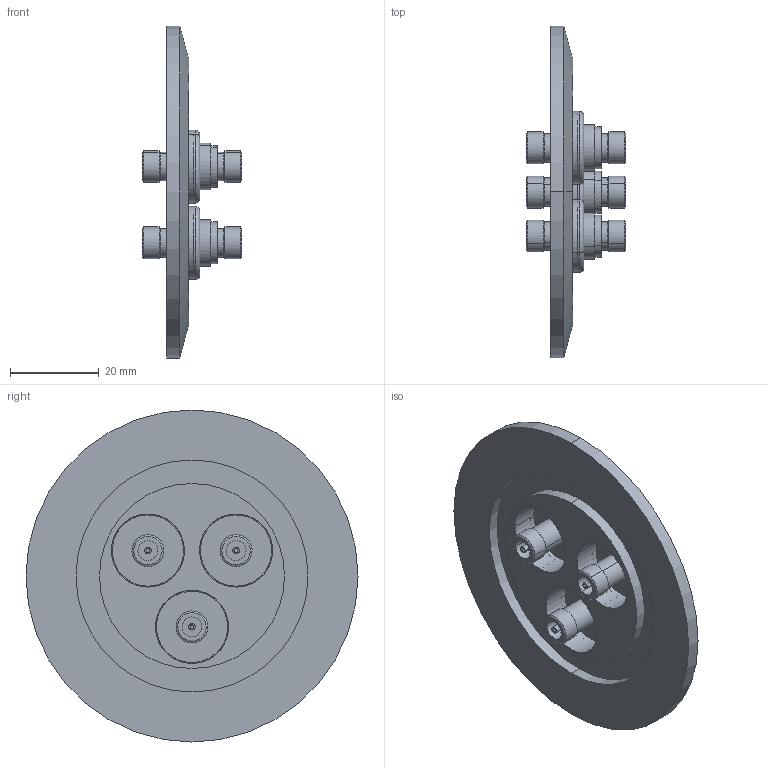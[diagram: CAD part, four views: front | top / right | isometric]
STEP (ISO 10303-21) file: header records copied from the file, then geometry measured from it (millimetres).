
FILE_DESCRIPTION (( 'STEP AP214' ), '1' );
FILE_NAME ('242-SMAD50-K50-3.STEP', '2019-08-14T12:33:08', ( 'allectra' ), ( 'Microsoft' ), 'SwSTEP 2.0', 'SolidWorks 2014', '' );
FILE_SCHEMA (( 'AUTOMOTIVE_DESIGN' ));
Length unit declared in the file: millimetre
Products named in the file (3): 242-SMAD50; 9431-KF50-16.5-3_DN50 KF; 242-SMAD50-K50-3
Assembly tree (4 placements, depth 2):
  242-SMAD50-K50-3
    9431-KF50-16.5-3_DN50 KF
    242-SMAD50  x3
Bounding box: 22.5 x 75 x 75 mm (x, y, z)
Volume: 18936.5 mm3; surface area: 15014.6 mm2
Topology: 4 solids, 4 shells, 171 faces, 340 edges, 212 vertices
Faces by surface type: cylinder 96, plane 43, cone 26, torus 6
Entity records: 1974 total; most frequent: DIRECTION 382, CARTESIAN_POINT 304, ORIENTED_EDGE 280, AXIS2_PLACEMENT_3D 166, EDGE_CURVE 140, CIRCLE 90, EDGE_LOOP 88, VERTEX_POINT 88
